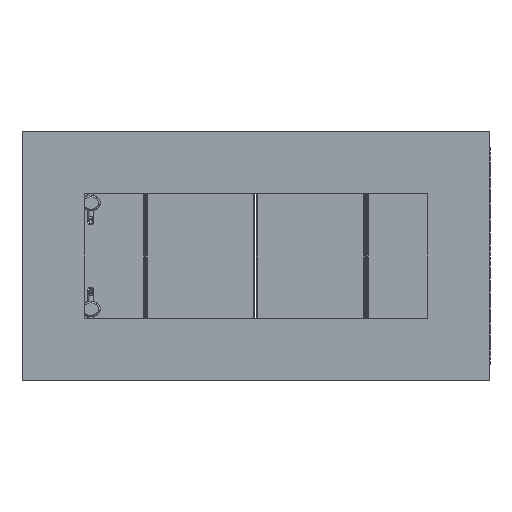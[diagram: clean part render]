
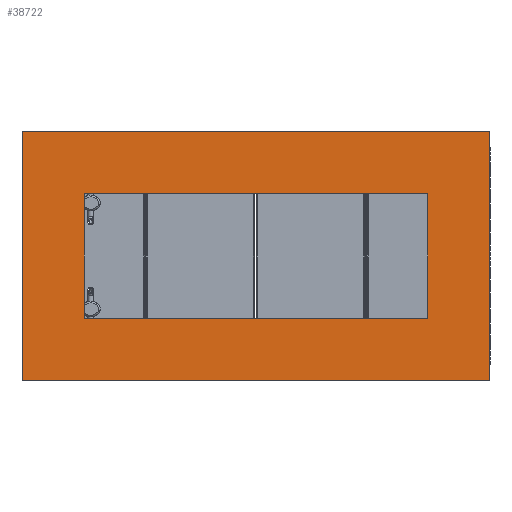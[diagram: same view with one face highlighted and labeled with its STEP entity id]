
A CAD part, front view. The second image highlights one B-rep face of the part: STEP entity #38722.
In plain terms, the highlighted planar face has unit normal (0, -1, 0).
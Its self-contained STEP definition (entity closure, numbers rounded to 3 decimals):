
#254 = VERTEX_POINT ( 'NONE', #26067 ) ;
#740 = CARTESIAN_POINT ( 'NONE',  ( 550., 0., 200. ) ) ;
#1408 = LINE ( 'NONE', #22489, #22908 ) ;
#1648 = EDGE_CURVE ( 'NONE', #18794, #26085, #26551, .T. ) ;
#1649 = CARTESIAN_POINT ( 'NONE',  ( -550., 0., -200. ) ) ;
#3205 = FACE_BOUND ( 'NONE', #29602, .T. ) ;
#5983 = CARTESIAN_POINT ( 'NONE',  ( -550., 0., 200. ) ) ;
#6527 = LINE ( 'NONE', #37209, #44138 ) ;
#6635 = EDGE_CURVE ( 'NONE', #32467, #38326, #35290, .T. ) ;
#7097 = LINE ( 'NONE', #9435, #34109 ) ;
#8521 = DIRECTION ( 'NONE',  ( 0., 0., 1. ) ) ;
#9435 = CARTESIAN_POINT ( 'NONE',  ( 550., 0., 200. ) ) ;
#9449 = LINE ( 'NONE', #9561, #26061 ) ;
#9561 = CARTESIAN_POINT ( 'NONE',  ( -750., 0., -400. ) ) ;
#9685 = DIRECTION ( 'NONE',  ( 0., 0., 1. ) ) ;
#9748 = DIRECTION ( 'NONE',  ( 0., -1., 0. ) ) ;
#10258 = CARTESIAN_POINT ( 'NONE',  ( -550., 0., -200. ) ) ;
#11484 = EDGE_CURVE ( 'NONE', #254, #18794, #9449, .T. ) ;
#12257 = ORIENTED_EDGE ( 'NONE', *, *, #1648, .T. ) ;
#13203 = EDGE_CURVE ( 'NONE', #42395, #26085, #1408, .T. ) ;
#15253 = EDGE_LOOP ( 'NONE', ( #37692, #32962, #42229, #12257 ) ) ;
#17134 = VECTOR ( 'NONE', #8521, 1000. ) ;
#17332 = DIRECTION ( 'NONE',  ( 0., 0., 1. ) ) ;
#17949 = CARTESIAN_POINT ( 'NONE',  ( 550., 0., -200. ) ) ;
#18794 = VERTEX_POINT ( 'NONE', #21603 ) ;
#18985 = ORIENTED_EDGE ( 'NONE', *, *, #40607, .T. ) ;
#20098 = AXIS2_PLACEMENT_3D ( 'NONE', #34792, #9748, #23962 ) ;
#20942 = VECTOR ( 'NONE', #32726, 1000. ) ;
#21396 = CARTESIAN_POINT ( 'NONE',  ( -750., 0., 400. ) ) ;
#21569 = VERTEX_POINT ( 'NONE', #740 ) ;
#21603 = CARTESIAN_POINT ( 'NONE',  ( 750., 0., -400. ) ) ;
#22489 = CARTESIAN_POINT ( 'NONE',  ( -750., 0., 400. ) ) ;
#22690 = CARTESIAN_POINT ( 'NONE',  ( 750., 0., -400. ) ) ;
#22908 = VECTOR ( 'NONE', #39720, 1000. ) ;
#22996 = FACE_OUTER_BOUND ( 'NONE', #15253, .T. ) ;
#23487 = EDGE_CURVE ( 'NONE', #254, #42395, #6527, .T. ) ;
#23962 = DIRECTION ( 'NONE',  ( 0., 0., -1. ) ) ;
#24210 = VECTOR ( 'NONE', #17332, 1000. ) ;
#26061 = VECTOR ( 'NONE', #30998, 1000. ) ;
#26067 = CARTESIAN_POINT ( 'NONE',  ( -750., 0., -400. ) ) ;
#26085 = VERTEX_POINT ( 'NONE', #39738 ) ;
#26551 = LINE ( 'NONE', #22690, #17134 ) ;
#27308 = ORIENTED_EDGE ( 'NONE', *, *, #34315, .T. ) ;
#27864 = VECTOR ( 'NONE', #35503, 1000. ) ;
#29420 = CARTESIAN_POINT ( 'NONE',  ( -550., 0., 200. ) ) ;
#29602 = EDGE_LOOP ( 'NONE', ( #45510, #44149, #18985, #27308 ) ) ;
#30309 = LINE ( 'NONE', #29420, #20942 ) ;
#30814 = VERTEX_POINT ( 'NONE', #17949 ) ;
#30883 = PLANE ( 'NONE',  #20098 ) ;
#30998 = DIRECTION ( 'NONE',  ( 1., 0., 0. ) ) ;
#31765 = LINE ( 'NONE', #42649, #27864 ) ;
#32467 = VERTEX_POINT ( 'NONE', #1649 ) ;
#32726 = DIRECTION ( 'NONE',  ( 1., 0., 0. ) ) ;
#32962 = ORIENTED_EDGE ( 'NONE', *, *, #23487, .F. ) ;
#34109 = VECTOR ( 'NONE', #41268, 1000. ) ;
#34315 = EDGE_CURVE ( 'NONE', #30814, #32467, #31765, .T. ) ;
#34792 = CARTESIAN_POINT ( 'NONE',  ( -750., 0., -400. ) ) ;
#35290 = LINE ( 'NONE', #10258, #24210 ) ;
#35503 = DIRECTION ( 'NONE',  ( -1., 0., 0. ) ) ;
#36308 = EDGE_CURVE ( 'NONE', #38326, #21569, #30309, .T. ) ;
#37209 = CARTESIAN_POINT ( 'NONE',  ( -750., 0., -400. ) ) ;
#37692 = ORIENTED_EDGE ( 'NONE', *, *, #13203, .F. ) ;
#38326 = VERTEX_POINT ( 'NONE', #5983 ) ;
#38722 = ADVANCED_FACE ( 'NONE', ( #3205, #22996 ), #30883, .T. ) ;
#39720 = DIRECTION ( 'NONE',  ( 1., 0., 0. ) ) ;
#39738 = CARTESIAN_POINT ( 'NONE',  ( 750., 0., 400. ) ) ;
#40607 = EDGE_CURVE ( 'NONE', #21569, #30814, #7097, .T. ) ;
#41268 = DIRECTION ( 'NONE',  ( 0., 0., -1. ) ) ;
#42229 = ORIENTED_EDGE ( 'NONE', *, *, #11484, .T. ) ;
#42395 = VERTEX_POINT ( 'NONE', #21396 ) ;
#42649 = CARTESIAN_POINT ( 'NONE',  ( 550., 0., -200. ) ) ;
#44138 = VECTOR ( 'NONE', #9685, 1000. ) ;
#44149 = ORIENTED_EDGE ( 'NONE', *, *, #36308, .T. ) ;
#45510 = ORIENTED_EDGE ( 'NONE', *, *, #6635, .T. ) ;
